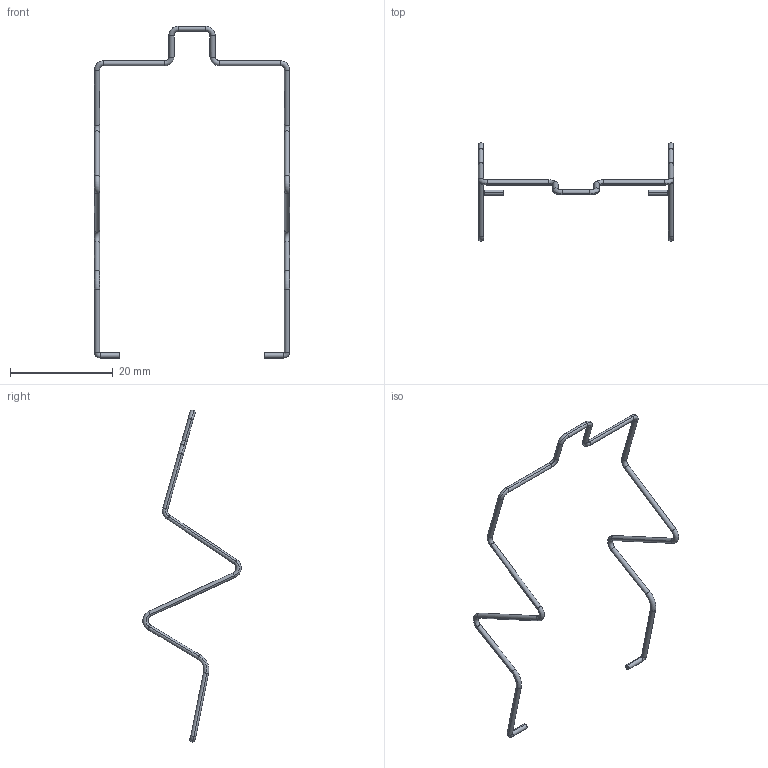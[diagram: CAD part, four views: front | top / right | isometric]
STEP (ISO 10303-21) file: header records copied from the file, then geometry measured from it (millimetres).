
FILE_DESCRIPTION(('CATIA V5R24 STEP','CAx-IF Rec.Pracs.--- Model Styling and Organization---1.2---2011-12-15'),'2;1');
FILE_NAME ('6904900_4_1220260000_S3D_DRW_DRH_CLIP_M.stp','2016-12-22T12:53:09+00:00',('none'),('Weidmueller'),'CATIA Version 5-6 Release 2014 SP4','CATIA V5 STEP AP214','none');
FILE_SCHEMA(('AUTOMOTIVE_DESIGN { 1 0 10303 214 1 1 1 1 }'));
Length unit declared in the file: millimetre
Products named in the file (1): 1220260000
Bounding box: 38 x 19.15 x 64.67 mm (x, y, z)
Volume: 173.7 mm3; surface area: 696.3 mm2
Topology: 1 solids, 1 shells, 68 faces, 134 edges, 68 vertices
Faces by surface type: cylinder 34, torus 32, plane 2
Entity records: 1682 total; most frequent: CARTESIAN_POINT 432, ORIENTED_EDGE 268, DIRECTION 169, EDGE_CURVE 134, AXIS2_PLACEMENT_3D 103, CIRCLE 69, ADVANCED_FACE 68, OVER_RIDING_STYLED_ITEM 68
